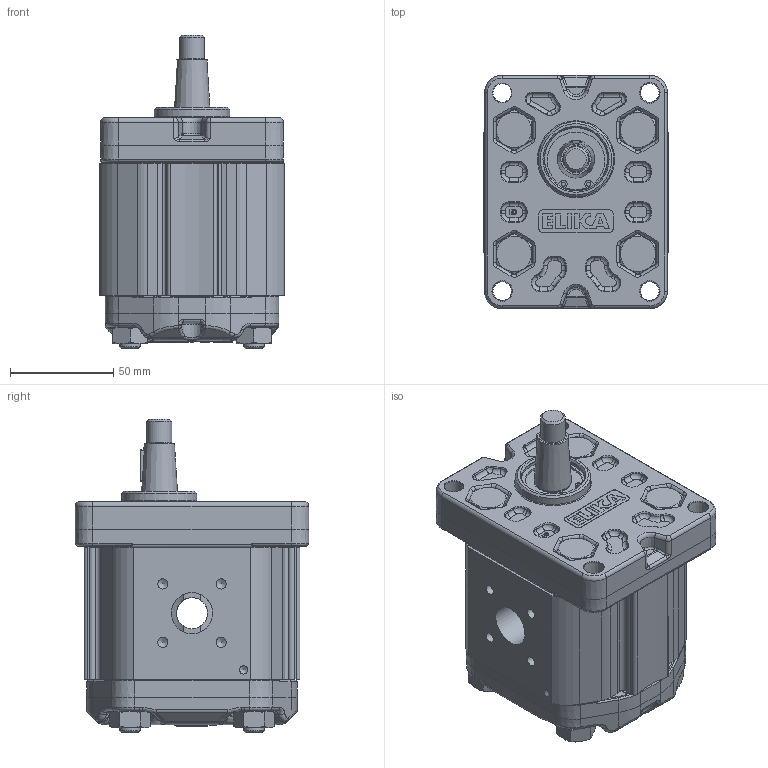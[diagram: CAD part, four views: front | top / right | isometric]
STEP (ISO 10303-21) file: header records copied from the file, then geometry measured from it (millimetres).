
FILE_DESCRIPTION((''),'2;1');
FILE_NAME('ELI2-D-14,0-T0-D-N.stp','2018-06-01T15:10:23',('p7tar0'),(''),'Autodesk Inventor 2013','Autodesk Inventor 2013','');
FILE_SCHEMA(('AUTOMOTIVE_DESIGN { 1 0 10303 214 1 1 1 1 }'));
Length unit declared in the file: millimetre
Products named in the file (1): Parte2
Bounding box: 90 x 113.16 x 152 mm (x, y, z)
Volume: 712324.4 mm3; surface area: 131124.7 mm2
Topology: 2 solids, 12 shells, 2496 faces, 6061 edges, 3708 vertices
Faces by surface type: plane 883, cylinder 677, torus 423, bspline 271, cone 234, sphere 8
Full cylindrical faces by diameter (mm): 2 x2, 2.5 x4, 3 x2, 4 x9, 4.917 x8, 5.5 x1, 6 x2, 9 x5, 9.2 x1, 10 x8, 10.5 x4, 11 x9, 12 x1, 14 x8, 15 x1, 15.6 x4, 18 x3, 18.3 x1, 19 x1, 20 x1, 22.2 x1, 26.5 x1, 30 x2, 30.6 x1, 31.4 x1, 36.5 x1
Entity records: 77621 total; most frequent: CARTESIAN_POINT 19359, DIRECTION 11987, ORIENTED_EDGE 11614, EDGE_CURVE 5807, AXIS2_PLACEMENT_3D 4592, VERTEX_POINT 3647, EDGE_LOOP 2846, VECTOR 2803
